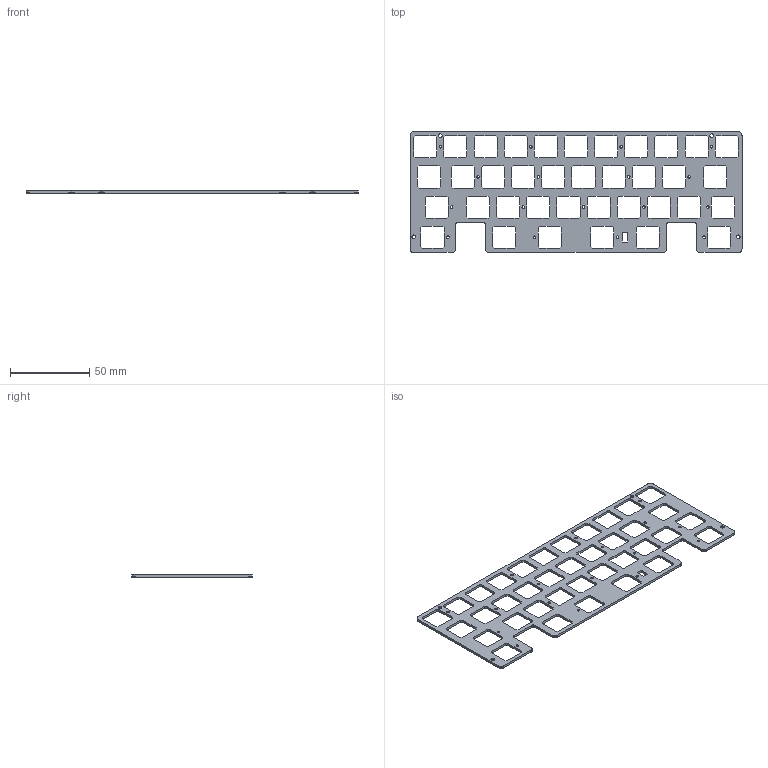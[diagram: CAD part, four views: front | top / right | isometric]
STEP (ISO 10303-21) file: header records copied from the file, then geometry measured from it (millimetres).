
FILE_DESCRIPTION(('KiCad electronic assembly'),'2;1');
FILE_NAME('travaulta WLK plate.step','2024-08-04T20:26:09',('Pcbnew'),( 'Kicad'),'Open CASCADE STEP processor 7.6','KiCad to STEP converter' ,'Unknown');
FILE_SCHEMA(('AUTOMOTIVE_DESIGN { 1 0 10303 214 1 1 1 1 }'));
Length unit declared in the file: millimetre
Products named in the file (2): travaulta WLK plate 1; PCB
Assembly tree (1 placements, depth 2):
  travaulta WLK plate 1
    PCB
Bounding box: 209.8 x 76.45 x 1.57 mm (x, y, z)
Volume: 12174.7 mm3; surface area: 19906.6 mm2
Topology: 1 solids, 1 shells, 1064 faces, 3186 edges, 2124 vertices
Faces by surface type: plane 1064
Entity records: 76771 total; most frequent: CARTESIAN_POINT 12748, DIRECTION 11690, LINE 9558, VECTOR 9558, ORIENTED_EDGE 6372, PCURVE 6372, DEFINITIONAL_REPRESENTATION 6372, EDGE_CURVE 3186
